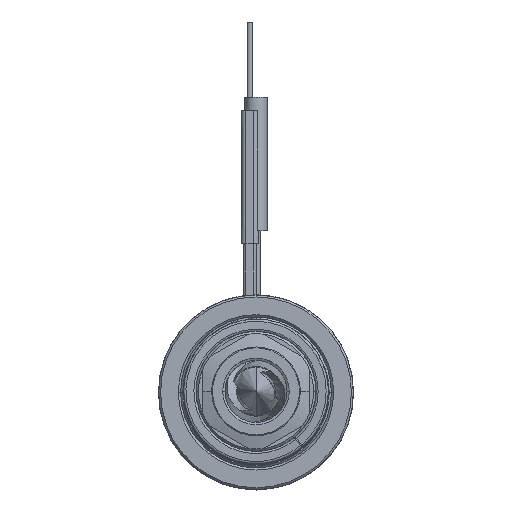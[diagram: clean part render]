
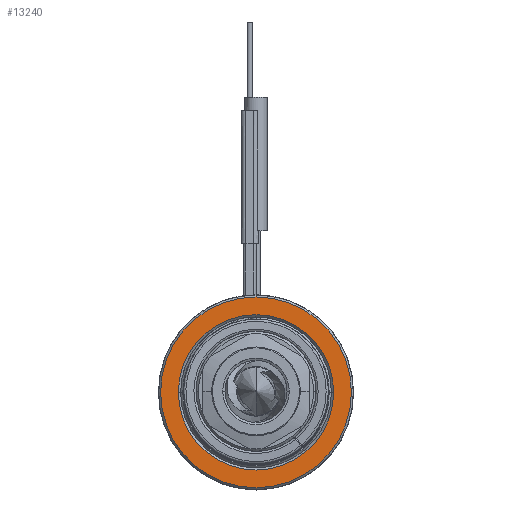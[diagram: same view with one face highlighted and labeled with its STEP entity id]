
A CAD part, top view. The second image highlights one B-rep face of the part: STEP entity #13240.
In plain terms, the highlighted planar face has unit normal (0, 0, 1).
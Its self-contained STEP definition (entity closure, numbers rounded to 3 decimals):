
#3742=CARTESIAN_POINT('',(0.,0.,40.));
#3743=DIRECTION('',(0.,0.,-1.));
#3744=DIRECTION('',(-1.,0.,0.));
#3745=AXIS2_PLACEMENT_3D('',#3742,#3743,#3744);
#3756=CARTESIAN_POINT('',(0.,0.,
40.));
#3757=DIRECTION('',(0.,0.,-1.));
#3758=DIRECTION('',(1.,0.,0.));
#3759=AXIS2_PLACEMENT_3D('',#3756,#3757,#3758);
#3770=CARTESIAN_POINT('',(0.,0.,
40.));
#3771=DIRECTION('',(0.,0.,-1.));
#3772=DIRECTION('',(1.,0.,0.));
#3773=AXIS2_PLACEMENT_3D('',#3770,#3771,#3772);
#3784=CARTESIAN_POINT('',(0.,0.,
40.));
#3785=DIRECTION('',(0.,0.,-1.));
#3786=DIRECTION('',(-1.,0.,0.));
#3787=AXIS2_PLACEMENT_3D('',#3784,#3785,#3786);
#8055=CARTESIAN_POINT('',(21.5,0.,40.));
#8056=CARTESIAN_POINT('',(-21.5,0.,40.));
#8057=VERTEX_POINT('',#8055);
#8058=VERTEX_POINT('',#8056);
#8059=CARTESIAN_POINT('',(17.5,0.,40.));
#8060=CARTESIAN_POINT('',(-17.5,0.,40.));
#8061=VERTEX_POINT('',#8059);
#8062=VERTEX_POINT('',#8060);
#13225=CARTESIAN_POINT('',(0.,0.,40.));
#13226=DIRECTION('',(0.,0.,1.));
#13227=DIRECTION('',(-1.,0.,0.));
#13228=AXIS2_PLACEMENT_3D('',#13225,#13226,#13227);
#13229=PLANE('',#13228);
#13230=ORIENTED_EDGE('',*,*,#13207,.T.);
#13231=ORIENTED_EDGE('',*,*,#13192,.T.);
#13232=EDGE_LOOP('',(#13230,#13231));
#13233=FACE_OUTER_BOUND('',#13232,.F.);
#13235=ORIENTED_EDGE('',*,*,#13234,.F.);
#13237=ORIENTED_EDGE('',*,*,#13236,.F.);
#13238=EDGE_LOOP('',(#13235,#13237));
#13239=FACE_BOUND('',#13238,.F.);
#3746=CIRCLE('',#3745,21.5);
#3760=CIRCLE('',#3759,21.5);
#3774=CIRCLE('',#3773,17.5);
#3788=CIRCLE('',#3787,17.5);
#13192=EDGE_CURVE('',#8058,#8057,#3746,.T.);
#13207=EDGE_CURVE('',#8057,#8058,#3760,.T.);
#13234=EDGE_CURVE('',#8061,#8062,#3774,.T.);
#13236=EDGE_CURVE('',#8062,#8061,#3788,.T.);
#13240=ADVANCED_FACE('',(#13233,#13239),#13229,.T.);
